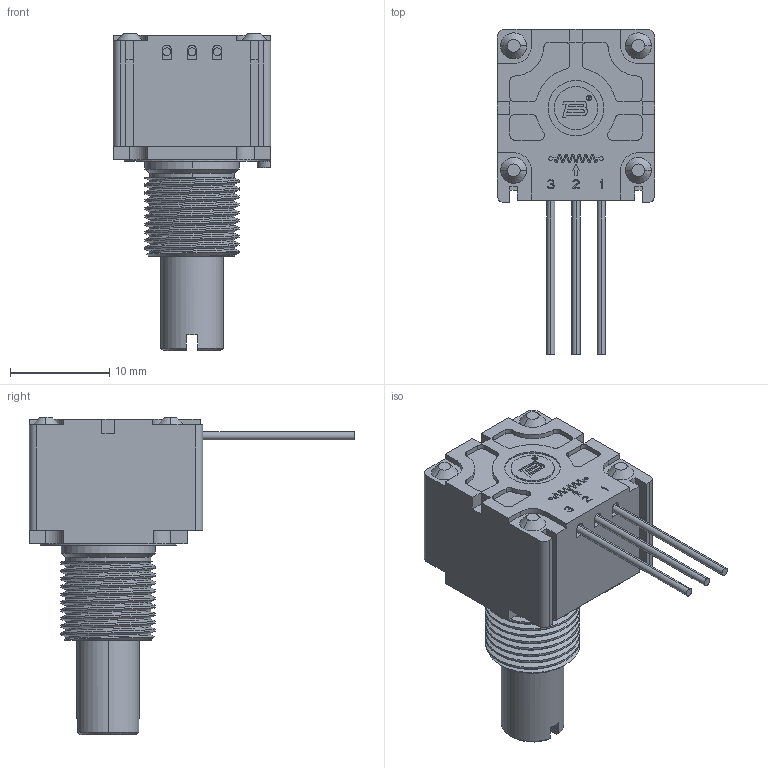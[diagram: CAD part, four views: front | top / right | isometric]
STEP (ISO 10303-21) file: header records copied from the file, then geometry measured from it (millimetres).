
FILE_DESCRIPTION((''),'2;1');
FILE_NAME('91A1A-B24-B10L','2013-07-26T',('RICKB'),('Bourns, Inc.'),'PRO/ENGINEER BY PARAMETRIC TECHNOLOGY CORPORATION, 2012230','PRO/ENGINEER BY PARAMETRIC TECHNOLOGY CORPORATION, 2012230','');
FILE_SCHEMA(('CONFIG_CONTROL_DESIGN'));
Length unit declared in the file: inch
Products named in the file (1): 91A1A-B24-B10L
Bounding box: 15.88 x 32.74 x 31.95 mm (x, y, z)
Volume: 4163.7 mm3; surface area: 2866.3 mm2
Topology: 1 solids, 2 shells, 463 faces, 1248 edges, 826 vertices
Faces by surface type: plane 330, cylinder 104, cone 20, bspline 9
Entity records: 17335 total; most frequent: CARTESIAN_POINT 5597, ORIENTED_EDGE 2496, DIRECTION 2305, EDGE_CURVE 1248, VECTOR 973, LINE 973, VERTEX_POINT 826, AXIS2_PLACEMENT_3D 666
